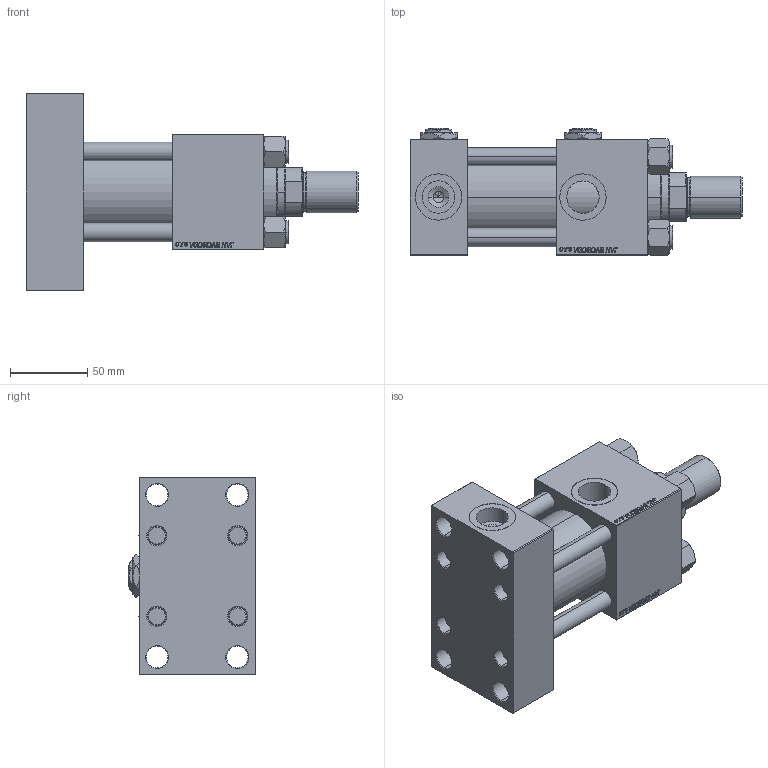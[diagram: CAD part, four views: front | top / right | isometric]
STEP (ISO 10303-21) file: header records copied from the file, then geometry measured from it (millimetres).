
FILE_DESCRIPTION (( 'STEP AP203' ), '1' );
FILE_NAME ('ff6d.STEP', '2025-11-10T11:07:34', ( '' ), ( '' ), 'SwSTEP 2.0', 'SolidWorks 2019', '' );
FILE_SCHEMA (( 'CONFIG_CONTROL_DESIGN' ));
Length unit declared in the file: millimetre
Products named in the file (8): V215_VC_A a7146c4e36c07fa0a907862388e4d2d3; V215CR_E_Body a7146c4e36c07fa0a907862388e4d2d3; ROD_END_AH a7146c4e36c07fa0a907862388e4d2d3; NUT_M5_E a7146c4e36c07fa0a907862388e4d2d3; ff6d; V215CR_VCP_E a7146c4e36c07fa0a907862388e4d2d3; Zatka_pro_OIL_PORT a7146c4e36c07fa0a907862388e4d2d3; V215CR_TYCINKA_E a7146c4e36c07fa0a907862388e4d2d3
Assembly tree (14 placements, depth 2):
  ff6d
    V215CR_E_Body a7146c4e36c07fa0a907862388e4d2d3
    V215CR_VCP_E a7146c4e36c07fa0a907862388e4d2d3
    V215CR_TYCINKA_E a7146c4e36c07fa0a907862388e4d2d3  x4
    NUT_M5_E a7146c4e36c07fa0a907862388e4d2d3  x4
    V215_VC_A a7146c4e36c07fa0a907862388e4d2d3
    ROD_END_AH a7146c4e36c07fa0a907862388e4d2d3
    Zatka_pro_OIL_PORT a7146c4e36c07fa0a907862388e4d2d3  x2
Bounding box: 215 x 82.27 x 128 mm (x, y, z)
Volume: 832217.7 mm3; surface area: 190104.3 mm2
Topology: 14 solids, 14 shells, 1250 faces, 3113 edges, 2004 vertices
Faces by surface type: plane 549, bspline 392, cone 198, cylinder 101, torus 10
Entity records: 52485 total; most frequent: CARTESIAN_POINT 27767, ORIENTED_EDGE 5526, DIRECTION 3597, EDGE_CURVE 2763, VERTEX_POINT 1802, VECTOR 1613, LINE 1613, EDGE_LOOP 1231
